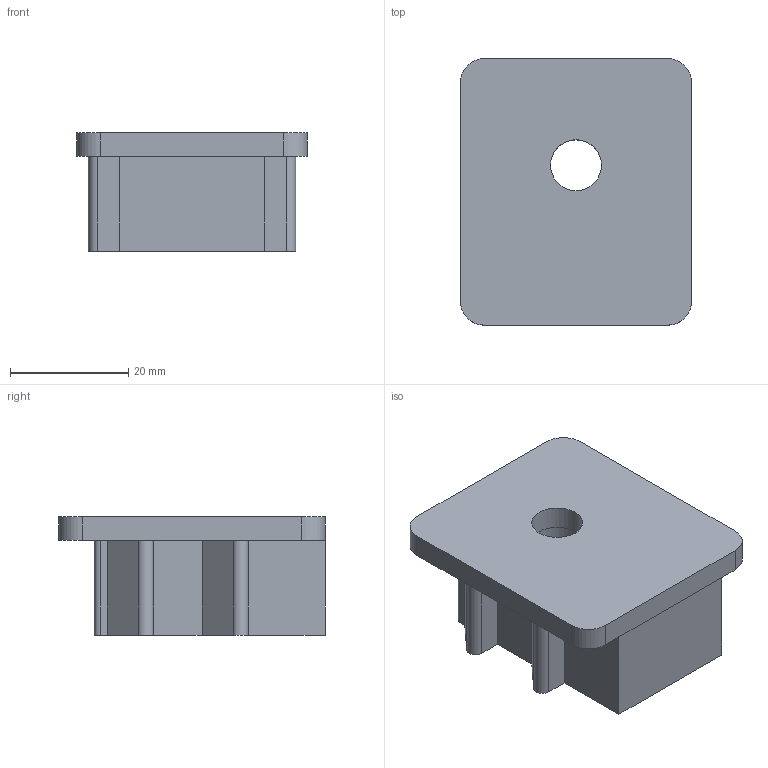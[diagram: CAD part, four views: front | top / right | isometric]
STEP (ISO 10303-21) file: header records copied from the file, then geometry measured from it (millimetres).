
FILE_DESCRIPTION(('FreeCAD Model'),'2;1');
FILE_NAME('Open CASCADE Shape Model','2025-05-18T01:46:06',(''),(''), 'Open CASCADE STEP processor 7.8','FreeCAD','Unknown');
FILE_SCHEMA(('AUTOMOTIVE_DESIGN { 1 0 10303 214 1 1 1 1 }'));
Length unit declared in the file: millimetre
Products named in the file (1): NutLock
Bounding box: 39 x 45 x 20 mm (x, y, z)
Volume: 22711.5 mm3; surface area: 6991.7 mm2
Topology: 1 solids, 1 shells, 35 faces, 96 edges, 63 vertices
Faces by surface type: plane 23, cylinder 12
Full cylindrical faces by diameter (mm): 8.6 x2
Entity records: 1135 total; most frequent: CARTESIAN_POINT 195, ORIENTED_EDGE 192, DIRECTION 191, EDGE_CURVE 96, LINE 73, VECTOR 73, VERTEX_POINT 63, AXIS2_PLACEMENT_3D 59
